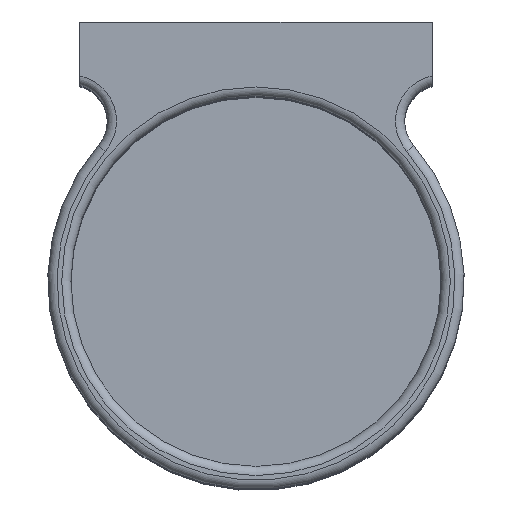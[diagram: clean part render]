
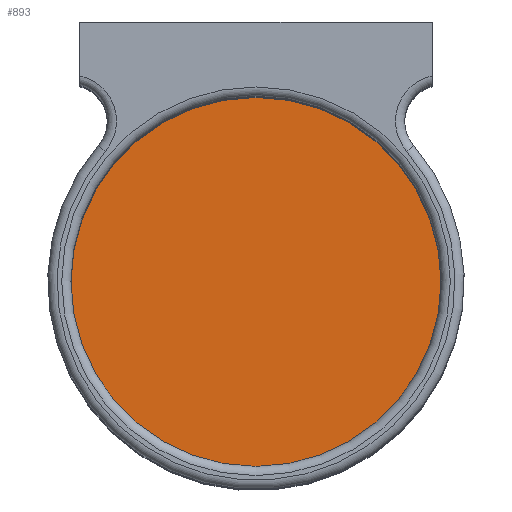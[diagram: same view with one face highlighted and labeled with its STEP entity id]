
A CAD part, top view. The second image highlights one B-rep face of the part: STEP entity #893.
In plain terms, the highlighted planar face has unit normal (0, 0, 1).
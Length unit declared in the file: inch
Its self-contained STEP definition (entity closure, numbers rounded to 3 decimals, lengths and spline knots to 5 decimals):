
#57=CIRCLE('',#981,1.);
#136=FACE_OUTER_BOUND('',#193,.T.);
#193=EDGE_LOOP('',(#705));
#409=VERTEX_POINT('',#1465);
#506=EDGE_CURVE('',#409,#409,#57,.T.);
#705=ORIENTED_EDGE('',*,*,#506,.T.);
#851=PLANE('',#995);
#893=ADVANCED_FACE('',(#136),#851,.T.);
#981=AXIS2_PLACEMENT_3D('',#1467,#1153,#1154);
#995=AXIS2_PLACEMENT_3D('',#1498,#1185,#1186);
#1153=DIRECTION('center_axis',(0.,0.,1.));
#1154=DIRECTION('ref_axis',(1.,0.,0.));
#1185=DIRECTION('center_axis',(0.,0.,1.));
#1186=DIRECTION('ref_axis',(1.,0.,0.));
#1465=CARTESIAN_POINT('',(-1.,0.,0.));
#1467=CARTESIAN_POINT('Origin',(0.,0.,0.));
#1498=CARTESIAN_POINT('Origin',(0.,0.13798,0.));
